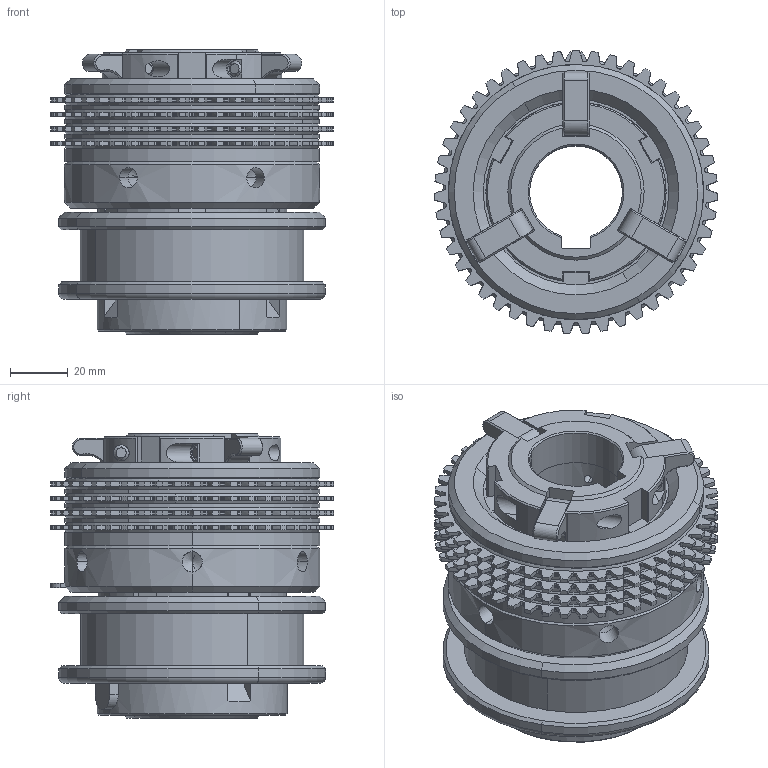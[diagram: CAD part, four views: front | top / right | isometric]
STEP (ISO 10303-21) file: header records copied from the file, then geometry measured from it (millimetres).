
FILE_DESCRIPTION (( 'STEP AP203' ), '1' );
FILE_NAME ('Assem1.STEP', '2017-10-26T23:16:39', ( ' ' ), ( '' ), 'SwSTEP 2.0', 'SolidWorks 2009', '' );
FILE_SCHEMA (( 'CONFIG_CONTROL_DESIGN' ));
Products named in the file (1): Assem1
Bounding box: 97.59 x 97.64 x 98 mm (x, y, z)
Volume: 384870 mm3; surface area: 112043.5 mm2
Topology: 1 solids, 1 shells, 2841 faces, 8294 edges, 5465 vertices
Faces by surface type: cylinder 1297, plane 1025, bspline 376, cone 135, torus 8
Entity records: 131516 total; most frequent: CARTESIAN_POINT 56412, ORIENTED_EDGE 16564, DIRECTION 15076, EDGE_CURVE 8282, VERTEX_POINT 5465, AXIS2_PLACEMENT_3D 5251, VECTOR 4574, LINE 4574
